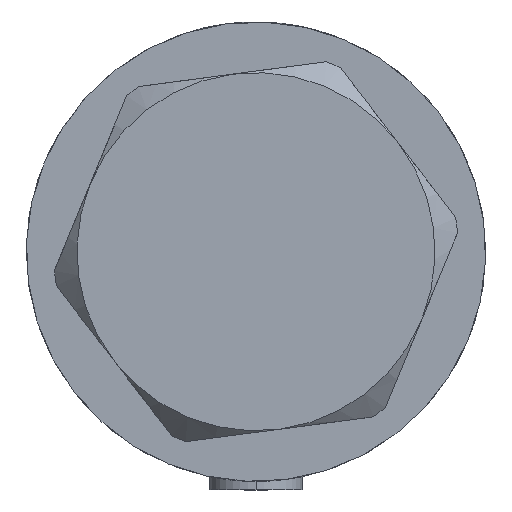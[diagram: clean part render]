
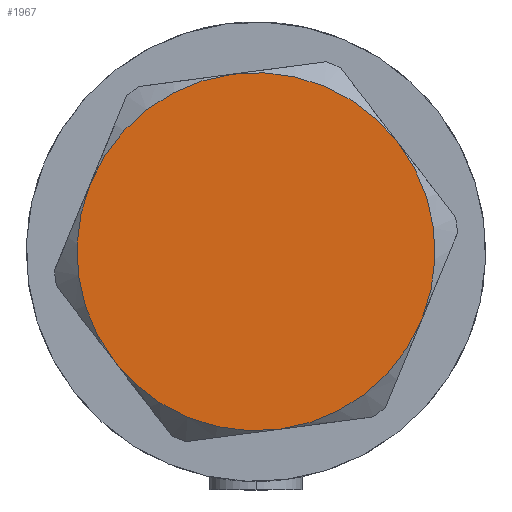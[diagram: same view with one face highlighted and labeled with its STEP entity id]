
A CAD part, left-side view. The second image highlights one B-rep face of the part: STEP entity #1967.
In plain terms, the highlighted face is planar.
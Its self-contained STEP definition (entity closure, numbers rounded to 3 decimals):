
#63 = ORIENTED_EDGE ( 'NONE', *, *, #284, .T. ) ;
#120 = CIRCLE ( 'NONE', #2698, 23. ) ;
#271 = DIRECTION ( 'NONE',  ( 0., 0., 1. ) ) ;
#284 = EDGE_CURVE ( 'NONE', #3972, #4717, #1426, .T. ) ;
#423 = VERTEX_POINT ( 'NONE', #4287 ) ;
#557 = CARTESIAN_POINT ( 'NONE',  ( -23., 0., 13. ) ) ;
#612 = ORIENTED_EDGE ( 'NONE', *, *, #637, .T. ) ;
#637 = EDGE_CURVE ( 'NONE', #4215, #3972, #2452, .T. ) ;
#676 = CARTESIAN_POINT ( 'NONE',  ( 23., 0., 13. ) ) ;
#692 = DIRECTION ( 'NONE',  ( 0., 0., 1. ) ) ;
#696 = CARTESIAN_POINT ( 'NONE',  ( 0., 0., 13. ) ) ;
#713 = ORIENTED_EDGE ( 'NONE', *, *, #2424, .T. ) ;
#741 = ORIENTED_EDGE ( 'NONE', *, *, #945, .T. ) ;
#796 = CARTESIAN_POINT ( 'NONE',  ( 0., 0., 13. ) ) ;
#816 = DIRECTION ( 'NONE',  ( 1., 0., 0. ) ) ;
#945 = EDGE_CURVE ( 'NONE', #423, #4215, #4445, .T. ) ;
#1036 = EDGE_LOOP ( 'NONE', ( #4145, #713, #3531, #741, #612, #63 ) ) ;
#1137 = DIRECTION ( 'NONE',  ( 1., 0., 0. ) ) ;
#1179 = DIRECTION ( 'NONE',  ( 0., 0., 1. ) ) ;
#1289 = DIRECTION ( 'NONE',  ( 1., 0., 0. ) ) ;
#1384 = DIRECTION ( 'NONE',  ( 1., 0., 0. ) ) ;
#1416 = DIRECTION ( 'NONE',  ( 0., 0., 1. ) ) ;
#1422 = CARTESIAN_POINT ( 'NONE',  ( 11.5, -19.919, 13. ) ) ;
#1426 = CIRCLE ( 'NONE', #4134, 23. ) ;
#1529 = FACE_OUTER_BOUND ( 'NONE', #1036, .T. ) ;
#1602 = VERTEX_POINT ( 'NONE', #676 ) ;
#1673 = CARTESIAN_POINT ( 'NONE',  ( 11.5, 19.919, 13. ) ) ;
#1798 = DIRECTION ( 'NONE',  ( 1., 0., 0. ) ) ;
#1967 = ADVANCED_FACE ( 'NONE', ( #1529 ), #3442, .T. ) ;
#2056 = CARTESIAN_POINT ( 'NONE',  ( -11.5, -19.919, 13. ) ) ;
#2148 = AXIS2_PLACEMENT_3D ( 'NONE', #2642, #4110, #1137 ) ;
#2290 = DIRECTION ( 'NONE',  ( 0., 0., 1. ) ) ;
#2366 = VERTEX_POINT ( 'NONE', #1673 ) ;
#2424 = EDGE_CURVE ( 'NONE', #1602, #2366, #3449, .T. ) ;
#2452 = CIRCLE ( 'NONE', #4300, 23. ) ;
#2642 = CARTESIAN_POINT ( 'NONE',  ( 0., 0., 13. ) ) ;
#2698 = AXIS2_PLACEMENT_3D ( 'NONE', #4423, #271, #1289 ) ;
#2867 = DIRECTION ( 'NONE',  ( 0., 0., 1. ) ) ;
#2891 = DIRECTION ( 'NONE',  ( 1., 0., 0. ) ) ;
#2976 = AXIS2_PLACEMENT_3D ( 'NONE', #696, #2867, #1798 ) ;
#2985 = AXIS2_PLACEMENT_3D ( 'NONE', #796, #2290, #4126 ) ;
#3005 = EDGE_CURVE ( 'NONE', #4717, #1602, #4237, .T. ) ;
#3011 = CARTESIAN_POINT ( 'NONE',  ( 0., 0., 13. ) ) ;
#3442 = PLANE ( 'NONE',  #2985 ) ;
#3449 = CIRCLE ( 'NONE', #4538, 23. ) ;
#3469 = EDGE_CURVE ( 'NONE', #2366, #423, #120, .T. ) ;
#3531 = ORIENTED_EDGE ( 'NONE', *, *, #3469, .T. ) ;
#3583 = CARTESIAN_POINT ( 'NONE',  ( 0., 0., 13. ) ) ;
#3972 = VERTEX_POINT ( 'NONE', #2056 ) ;
#4110 = DIRECTION ( 'NONE',  ( 0., 0., 1. ) ) ;
#4126 = DIRECTION ( 'NONE',  ( 1., 0., 0. ) ) ;
#4134 = AXIS2_PLACEMENT_3D ( 'NONE', #4352, #1416, #2891 ) ;
#4145 = ORIENTED_EDGE ( 'NONE', *, *, #3005, .T. ) ;
#4215 = VERTEX_POINT ( 'NONE', #557 ) ;
#4237 = CIRCLE ( 'NONE', #2148, 23. ) ;
#4287 = CARTESIAN_POINT ( 'NONE',  ( -11.5, 19.919, 13. ) ) ;
#4300 = AXIS2_PLACEMENT_3D ( 'NONE', #3011, #1179, #816 ) ;
#4352 = CARTESIAN_POINT ( 'NONE',  ( 0., 0., 13. ) ) ;
#4423 = CARTESIAN_POINT ( 'NONE',  ( 0., 0., 13. ) ) ;
#4445 = CIRCLE ( 'NONE', #2976, 23. ) ;
#4538 = AXIS2_PLACEMENT_3D ( 'NONE', #3583, #692, #1384 ) ;
#4717 = VERTEX_POINT ( 'NONE', #1422 ) ;
